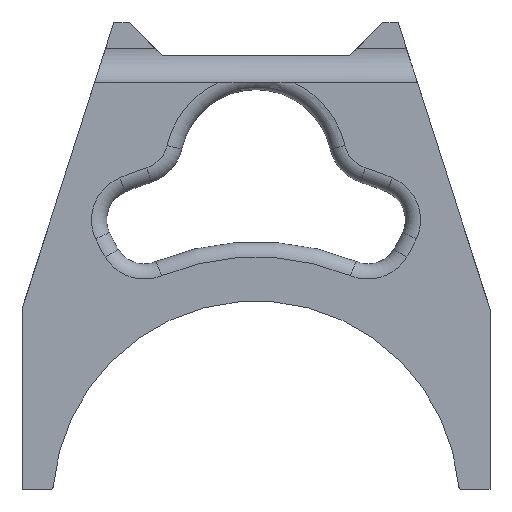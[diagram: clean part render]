
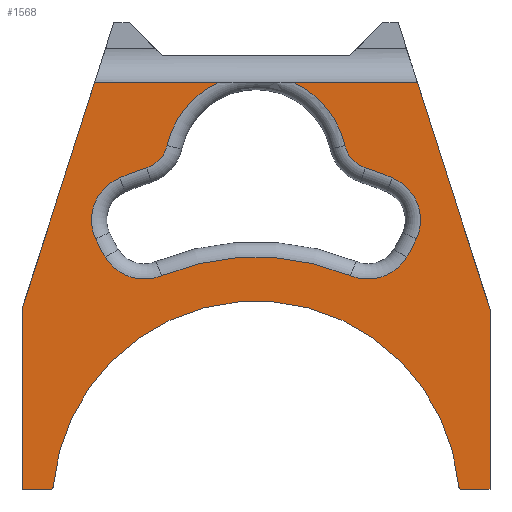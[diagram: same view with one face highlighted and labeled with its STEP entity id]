
A CAD part, front view. The second image highlights one B-rep face of the part: STEP entity #1568.
In plain terms, the highlighted planar face has unit normal (0, -1, 0).
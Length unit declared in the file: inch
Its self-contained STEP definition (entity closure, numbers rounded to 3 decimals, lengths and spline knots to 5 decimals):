
#88=PLANE('',#1774);
#173=FACE_OUTER_BOUND('',#266,.T.);
#266=EDGE_LOOP('',(#1350,#1351,#1352,#1353,#1354,#1355,#1356,#1357,#1358,
#1359,#1360,#1361,#1362,#1363,#1364,#1365,#1366,#1367,#1368,#1369,#1370,
#1371,#1372,#1373));
#313=LINE('',#2581,#440);
#317=LINE('',#2596,#444);
#365=LINE('',#2704,#492);
#378=LINE('',#2730,#505);
#379=LINE('',#2731,#506);
#380=LINE('',#2733,#507);
#381=LINE('',#2735,#508);
#382=LINE('',#2736,#509);
#440=VECTOR('',#2095,0.3937);
#444=VECTOR('',#2107,0.3937);
#492=VECTOR('',#2201,0.3937);
#505=VECTOR('',#2230,0.3937);
#506=VECTOR('',#2231,0.3937);
#507=VECTOR('',#2232,0.3937);
#508=VECTOR('',#2233,0.3937);
#509=VECTOR('',#2234,0.3937);
#542=CIRCLE('',#1606,0.01);
#559=CIRCLE('',#1625,0.6695);
#560=CIRCLE('',#1627,0.01);
#602=CIRCLE('',#1697,0.57984);
#604=CIRCLE('',#1700,0.15);
#607=CIRCLE('',#1704,1.1645);
#610=CIRCLE('',#1708,0.1);
#611=CIRCLE('',#1710,0.3);
#613=CIRCLE('',#1712,0.3);
#615=CIRCLE('',#1715,0.1);
#617=CIRCLE('',#1718,1.1645);
#619=CIRCLE('',#1721,0.15);
#621=CIRCLE('',#1724,0.57984);
#623=CIRCLE('',#1727,0.15);
#626=CIRCLE('',#1731,0.8145);
#628=CIRCLE('',#1734,0.15);
#631=VERTEX_POINT('',#2315);
#632=VERTEX_POINT('',#2316);
#657=VERTEX_POINT('',#2370);
#658=VERTEX_POINT('',#2374);
#692=VERTEX_POINT('',#2498);
#695=VERTEX_POINT('',#2503);
#697=VERTEX_POINT('',#2508);
#698=VERTEX_POINT('',#2513);
#699=VERTEX_POINT('',#2518);
#700=VERTEX_POINT('',#2522);
#701=VERTEX_POINT('',#2523);
#702=VERTEX_POINT('',#2539);
#703=VERTEX_POINT('',#2543);
#704=VERTEX_POINT('',#2547);
#705=VERTEX_POINT('',#2551);
#706=VERTEX_POINT('',#2555);
#708=VERTEX_POINT('',#2560);
#710=VERTEX_POINT('',#2566);
#711=VERTEX_POINT('',#2580);
#718=VERTEX_POINT('',#2594);
#755=VERTEX_POINT('',#2703);
#760=VERTEX_POINT('',#2729);
#761=VERTEX_POINT('',#2732);
#762=VERTEX_POINT('',#2734);
#781=EDGE_CURVE('',#631,#632,#542,.T.);
#808=EDGE_CURVE('',#657,#632,#559,.T.);
#810=EDGE_CURVE('',#657,#658,#560,.T.);
#868=EDGE_CURVE('',#695,#692,#602,.T.);
#870=EDGE_CURVE('',#697,#695,#604,.T.);
#873=EDGE_CURVE('',#698,#697,#607,.T.);
#876=EDGE_CURVE('',#699,#698,#610,.T.);
#878=EDGE_CURVE('',#701,#699,#611,.T.);
#880=EDGE_CURVE('',#702,#700,#613,.T.);
#882=EDGE_CURVE('',#703,#702,#615,.T.);
#884=EDGE_CURVE('',#704,#703,#617,.T.);
#886=EDGE_CURVE('',#705,#704,#619,.T.);
#888=EDGE_CURVE('',#706,#705,#621,.T.);
#890=EDGE_CURVE('',#708,#706,#623,.T.);
#893=EDGE_CURVE('',#710,#708,#626,.T.);
#895=EDGE_CURVE('',#692,#710,#628,.T.);
#900=EDGE_CURVE('',#711,#700,#313,.T.);
#908=EDGE_CURVE('',#701,#718,#317,.T.);
#962=EDGE_CURVE('',#755,#711,#365,.T.);
#975=EDGE_CURVE('',#631,#760,#378,.T.);
#976=EDGE_CURVE('',#760,#755,#379,.T.);
#977=EDGE_CURVE('',#718,#761,#380,.T.);
#978=EDGE_CURVE('',#762,#761,#381,.T.);
#979=EDGE_CURVE('',#762,#658,#382,.T.);
#1350=ORIENTED_EDGE('',*,*,#781,.F.);
#1351=ORIENTED_EDGE('',*,*,#975,.T.);
#1352=ORIENTED_EDGE('',*,*,#976,.T.);
#1353=ORIENTED_EDGE('',*,*,#962,.T.);
#1354=ORIENTED_EDGE('',*,*,#900,.T.);
#1355=ORIENTED_EDGE('',*,*,#880,.F.);
#1356=ORIENTED_EDGE('',*,*,#882,.F.);
#1357=ORIENTED_EDGE('',*,*,#884,.F.);
#1358=ORIENTED_EDGE('',*,*,#886,.F.);
#1359=ORIENTED_EDGE('',*,*,#888,.F.);
#1360=ORIENTED_EDGE('',*,*,#890,.F.);
#1361=ORIENTED_EDGE('',*,*,#893,.F.);
#1362=ORIENTED_EDGE('',*,*,#895,.F.);
#1363=ORIENTED_EDGE('',*,*,#868,.F.);
#1364=ORIENTED_EDGE('',*,*,#870,.F.);
#1365=ORIENTED_EDGE('',*,*,#873,.F.);
#1366=ORIENTED_EDGE('',*,*,#876,.F.);
#1367=ORIENTED_EDGE('',*,*,#878,.F.);
#1368=ORIENTED_EDGE('',*,*,#908,.T.);
#1369=ORIENTED_EDGE('',*,*,#977,.T.);
#1370=ORIENTED_EDGE('',*,*,#978,.F.);
#1371=ORIENTED_EDGE('',*,*,#979,.T.);
#1372=ORIENTED_EDGE('',*,*,#810,.F.);
#1373=ORIENTED_EDGE('',*,*,#808,.T.);
#1568=ADVANCED_FACE('',(#173),#88,.F.);
#1606=AXIS2_PLACEMENT_3D('',#2317,#1802,#1803);
#1625=AXIS2_PLACEMENT_3D('',#2371,#1850,#1851);
#1627=AXIS2_PLACEMENT_3D('',#2375,#1855,#1856);
#1697=AXIS2_PLACEMENT_3D('',#2505,#2006,#2007);
#1700=AXIS2_PLACEMENT_3D('',#2510,#2012,#2013);
#1704=AXIS2_PLACEMENT_3D('',#2515,#2020,#2021);
#1708=AXIS2_PLACEMENT_3D('',#2520,#2028,#2029);
#1710=AXIS2_PLACEMENT_3D('',#2538,#2032,#2033);
#1712=AXIS2_PLACEMENT_3D('',#2541,#2036,#2037);
#1715=AXIS2_PLACEMENT_3D('',#2545,#2042,#2043);
#1718=AXIS2_PLACEMENT_3D('',#2549,#2048,#2049);
#1721=AXIS2_PLACEMENT_3D('',#2553,#2054,#2055);
#1724=AXIS2_PLACEMENT_3D('',#2557,#2060,#2061);
#1727=AXIS2_PLACEMENT_3D('',#2562,#2066,#2067);
#1731=AXIS2_PLACEMENT_3D('',#2568,#2074,#2075);
#1734=AXIS2_PLACEMENT_3D('',#2571,#2080,#2081);
#1774=AXIS2_PLACEMENT_3D('',#2728,#2228,#2229);
#1802=DIRECTION('center_axis',(0.,1.,0.));
#1803=DIRECTION('ref_axis',(-0.675,0.,-0.738));
#1850=DIRECTION('center_axis',(0.,1.,0.));
#1851=DIRECTION('ref_axis',(-0.997,0.,0.075));
#1855=DIRECTION('center_axis',(0.,1.,0.));
#1856=DIRECTION('ref_axis',(0.675,0.,-0.738));
#2006=DIRECTION('center_axis',(0.,-1.,0.));
#2007=DIRECTION('ref_axis',(-0.884,0.,-0.467));
#2012=DIRECTION('center_axis',(0.,-1.,0.));
#2013=DIRECTION('ref_axis',(-0.931,0.,0.365));
#2020=DIRECTION('center_axis',(0.,-1.,0.));
#2021=DIRECTION('ref_axis',(-0.347,0.,0.938));
#2028=DIRECTION('center_axis',(0.,1.,0.));
#2029=DIRECTION('ref_axis',(0.739,0.,-0.674));
#2032=DIRECTION('center_axis',(0.,-1.,0.));
#2033=DIRECTION('ref_axis',(0.,0.,1.));
#2036=DIRECTION('center_axis',(0.,-1.,0.));
#2037=DIRECTION('ref_axis',(0.,0.,1.));
#2042=DIRECTION('center_axis',(0.,1.,0.));
#2043=DIRECTION('ref_axis',(-0.739,0.,-0.674));
#2048=DIRECTION('center_axis',(0.,-1.,0.));
#2049=DIRECTION('ref_axis',(0.347,0.,0.938));
#2054=DIRECTION('center_axis',(0.,-1.,0.));
#2055=DIRECTION('ref_axis',(0.931,0.,0.365));
#2060=DIRECTION('center_axis',(0.,-1.,0.));
#2061=DIRECTION('ref_axis',(0.884,0.,-0.467));
#2066=DIRECTION('center_axis',(0.,-1.,0.));
#2067=DIRECTION('ref_axis',(0.312,0.,-0.95));
#2074=DIRECTION('center_axis',(0.,1.,0.));
#2075=DIRECTION('ref_axis',(0.,0.,1.));
#2080=DIRECTION('center_axis',(0.,-1.,0.));
#2081=DIRECTION('ref_axis',(-0.312,0.,-0.95));
#2095=DIRECTION('',(-1.,0.,0.));
#2107=DIRECTION('',(-1.,0.,0.));
#2201=DIRECTION('',(-0.305,0.,0.952));
#2228=DIRECTION('center_axis',(0.,1.,0.));
#2229=DIRECTION('ref_axis',(1.,0.,0.));
#2230=DIRECTION('',(1.,0.,0.));
#2231=DIRECTION('',(0.,0.,1.));
#2232=DIRECTION('',(-0.305,0.,-0.952));
#2233=DIRECTION('',(0.,0.,1.));
#2234=DIRECTION('',(1.,0.,0.));
#2315=CARTESIAN_POINT('',(0.67685,-0.75,0.05));
#2316=CARTESIAN_POINT('',(0.66688,-0.75,0.05912));
#2317=CARTESIAN_POINT('Origin',(0.67685,-0.75,0.06));
#2370=CARTESIAN_POINT('',(-0.66688,-0.75,0.05912));
#2371=CARTESIAN_POINT('Origin',(0.,-0.75,0.));
#2374=CARTESIAN_POINT('',(-0.67685,-0.75,0.05));
#2375=CARTESIAN_POINT('Origin',(-0.67685,-0.75,0.06));
#2498=CARTESIAN_POINT('',(-0.49587,-0.75,0.81395));
#2503=CARTESIAN_POINT('',(-0.52754,-0.75,0.87384));
#2505=CARTESIAN_POINT('Origin',(0.,-0.75,1.1145));
#2508=CARTESIAN_POINT('',(-0.44889,-0.75,1.0745));
#2510=CARTESIAN_POINT('Origin',(-0.39107,-0.75,0.93609));
#2513=CARTESIAN_POINT('',(-0.35928,-0.75,1.10769));
#2515=CARTESIAN_POINT('Origin',(0.,-0.75,0.));
#2518=CARTESIAN_POINT('',(-0.2926,-0.75,1.18073));
#2520=CARTESIAN_POINT('Origin',(-0.39013,-0.75,1.20281));
#2522=CARTESIAN_POINT('',(0.12557,-0.75,1.38696));
#2523=CARTESIAN_POINT('',(-0.12557,-0.75,1.38696));
#2538=CARTESIAN_POINT('Origin',(0.,-0.75,1.1145));
#2539=CARTESIAN_POINT('',(0.2926,-0.75,1.18073));
#2541=CARTESIAN_POINT('Origin',(0.,-0.75,1.1145));
#2543=CARTESIAN_POINT('',(0.35928,-0.75,1.10769));
#2545=CARTESIAN_POINT('Origin',(0.39013,-0.75,1.20281));
#2547=CARTESIAN_POINT('',(0.44889,-0.75,1.0745));
#2549=CARTESIAN_POINT('Origin',(0.,-0.75,0.));
#2551=CARTESIAN_POINT('',(0.52754,-0.75,0.87384));
#2553=CARTESIAN_POINT('Origin',(0.39107,-0.75,0.93609));
#2555=CARTESIAN_POINT('',(0.49587,-0.75,0.81395));
#2557=CARTESIAN_POINT('Origin',(0.,-0.75,1.1145));
#2560=CARTESIAN_POINT('',(0.31043,-0.75,0.75302));
#2562=CARTESIAN_POINT('Origin',(0.3676,-0.75,0.8917));
#2566=CARTESIAN_POINT('',(-0.31043,-0.75,0.75302));
#2568=CARTESIAN_POINT('Origin',(0.,-0.75,0.));
#2571=CARTESIAN_POINT('Origin',(-0.3676,-0.75,0.8917));
#2580=CARTESIAN_POINT('',(0.53095,-0.75,1.38696));
#2581=CARTESIAN_POINT('',(0.8195,-0.75,1.38696));
#2594=CARTESIAN_POINT('',(-0.53095,-0.75,1.38696));
#2596=CARTESIAN_POINT('',(0.8195,-0.75,1.38696));
#2703=CARTESIAN_POINT('',(0.7695,-0.75,0.64315));
#2704=CARTESIAN_POINT('',(0.56507,-0.75,1.28059));
#2728=CARTESIAN_POINT('Origin',(0.,-0.75,0.76325));
#2729=CARTESIAN_POINT('',(0.7695,-0.75,0.05));
#2730=CARTESIAN_POINT('',(0.7695,-0.75,0.05));
#2731=CARTESIAN_POINT('',(0.7695,-0.75,0.05));
#2732=CARTESIAN_POINT('',(-0.7695,-0.75,0.64315));
#2733=CARTESIAN_POINT('',(-0.71615,-0.75,0.80949));
#2734=CARTESIAN_POINT('',(-0.7695,-0.75,0.05));
#2735=CARTESIAN_POINT('',(-0.7695,-0.75,1.55814));
#2736=CARTESIAN_POINT('',(-0.7695,-0.75,0.05));
